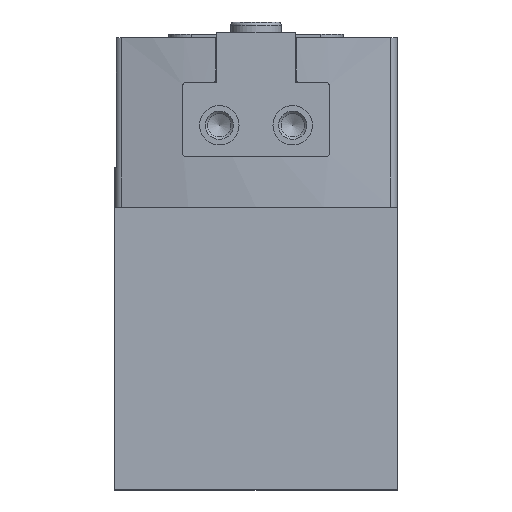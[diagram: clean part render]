
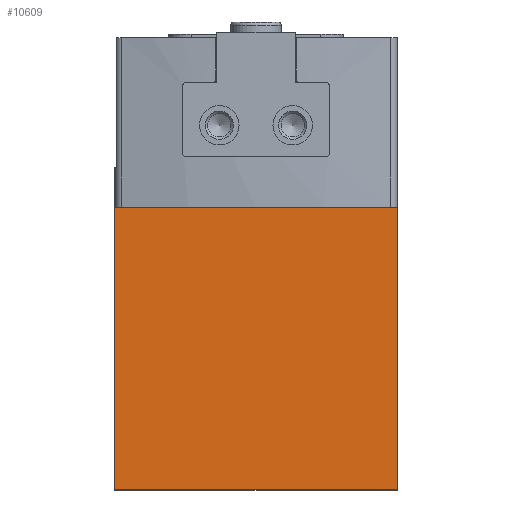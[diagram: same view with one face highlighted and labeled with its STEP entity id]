
A CAD part, top view. The second image highlights one B-rep face of the part: STEP entity #10609.
In plain terms, the highlighted planar face has unit normal (0, 0, 1).
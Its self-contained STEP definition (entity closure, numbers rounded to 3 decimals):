
#1248=ORIENTED_EDGE('',*,*,#3185,.T.);
#1249=ORIENTED_EDGE('',*,*,#3127,.F.);
#1250=ORIENTED_EDGE('',*,*,#3261,.F.);
#1251=ORIENTED_EDGE('',*,*,#3094,.T.);
#3094=EDGE_CURVE('',#4080,#4079,#4696,.T.);
#3127=EDGE_CURVE('',#4108,#4109,#4721,.T.);
#3185=EDGE_CURVE('',#4079,#4109,#4756,.T.);
#3261=EDGE_CURVE('',#4080,#4108,#4793,.T.);
#4079=VERTEX_POINT('',#15226);
#4080=VERTEX_POINT('',#15228);
#4108=VERTEX_POINT('',#15291);
#4109=VERTEX_POINT('',#15293);
#4696=LINE('',#15227,#5250);
#4721=LINE('',#15292,#5275);
#4756=LINE('',#15404,#5310);
#4793=LINE('',#15548,#5347);
#5250=VECTOR('',#12377,1000.);
#5275=VECTOR('',#12424,1000.);
#5310=VECTOR('',#12517,1000.);
#5347=VECTOR('',#12650,1000.);
#5846=EDGE_LOOP('',(#1248,#1249,#1250,#1251));
#6562=FACE_BOUND('',#5846,.T.);
#7212=PLANE('',#11304);
#10609=ADVANCED_FACE('',(#6562),#7212,.F.);
#11304=AXIS2_PLACEMENT_3D('',#15547,#12648,#12649);
#12377=DIRECTION('',(0.,-1.,0.));
#12424=DIRECTION('',(0.,-1.,0.));
#12517=DIRECTION('',(1.,0.,0.));
#12648=DIRECTION('',(0.,0.,-1.));
#12649=DIRECTION('',(-1.,0.,0.));
#12650=DIRECTION('',(1.,0.,0.));
#15226=CARTESIAN_POINT('',(-25.,0.,40.));
#15227=CARTESIAN_POINT('',(-25.,50.,40.));
#15228=CARTESIAN_POINT('',(-25.,50.,40.));
#15291=CARTESIAN_POINT('',(25.,50.,40.));
#15292=CARTESIAN_POINT('',(25.,50.,40.));
#15293=CARTESIAN_POINT('',(25.,0.,40.));
#15404=CARTESIAN_POINT('',(-25.,0.,40.));
#15547=CARTESIAN_POINT('',(-25.,50.,40.));
#15548=CARTESIAN_POINT('',(-25.,50.,40.));
